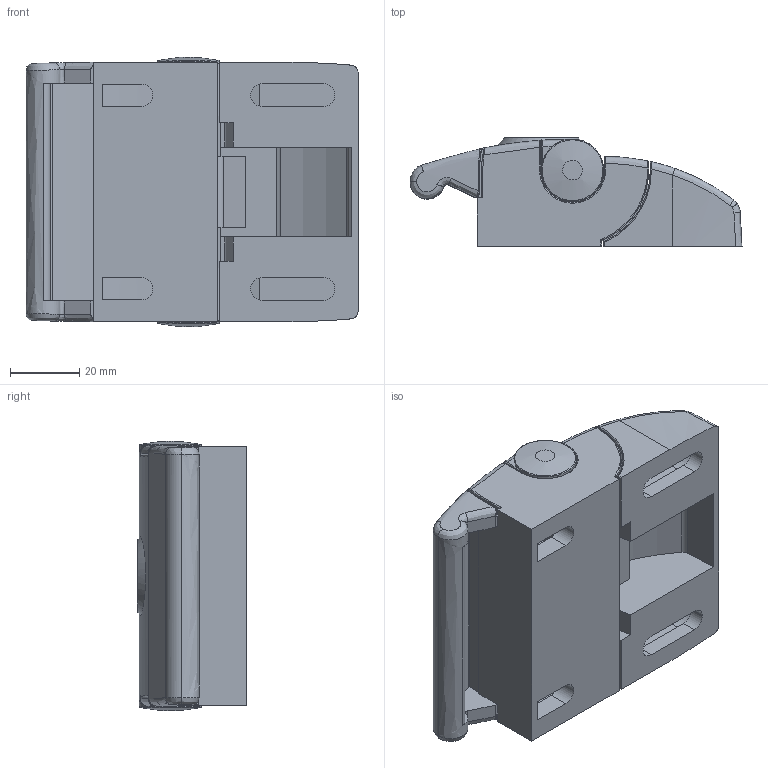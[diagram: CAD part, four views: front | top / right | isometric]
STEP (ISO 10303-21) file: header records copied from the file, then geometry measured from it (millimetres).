
FILE_DESCRIPTION (( 'STEP AP214' ), '1' );
FILE_NAME ('7330034', '2019-02-01T14:37:03', ( '' ), ('JUGARD+KÜNSTNER GmbH'), 'SwSTEP 2.0', 'SolidWorks 2017', '' );
FILE_SCHEMA (( 'AUTOMOTIVE_DESIGN' ));
Length unit declared in the file: millimetre
Products named in the file (5): Kopie von Falle_7^7330034; Kopie von Korpus_7^7330034; Kopie von Riegel_7^7330034; Kopie von Wippe_7^7330034; 7330034_CNAJF00
Assembly tree (4 placements, depth 2):
  7330034_CNAJF00
    Kopie von Korpus_7^7330034
    Kopie von Falle_7^7330034
    Kopie von Riegel_7^7330034
    Kopie von Wippe_7^7330034
Bounding box: 96.01 x 31.57 x 77.81 mm (x, y, z)
Volume: 93454.4 mm3; surface area: 52097.9 mm2
Topology: 4 solids, 4 shells, 397 faces, 1068 edges, 674 vertices
Faces by surface type: plane 155, bspline 139, cylinder 96, cone 7
Entity records: 18267 total; most frequent: CARTESIAN_POINT 9167, ORIENTED_EDGE 2128, DIRECTION 1463, EDGE_CURVE 1064, VERTEX_POINT 674, VECTOR 547, LINE 547, AXIS2_PLACEMENT_3D 458
